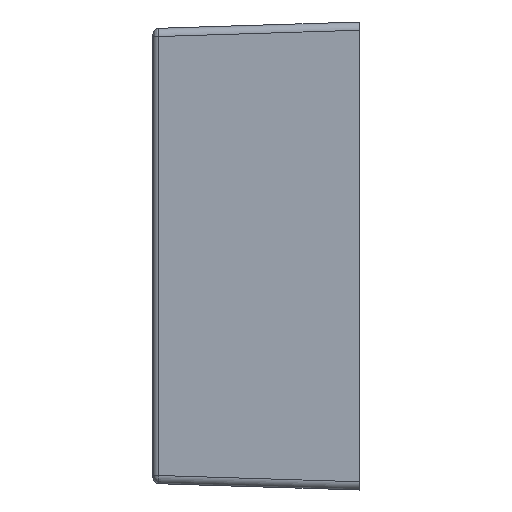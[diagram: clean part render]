
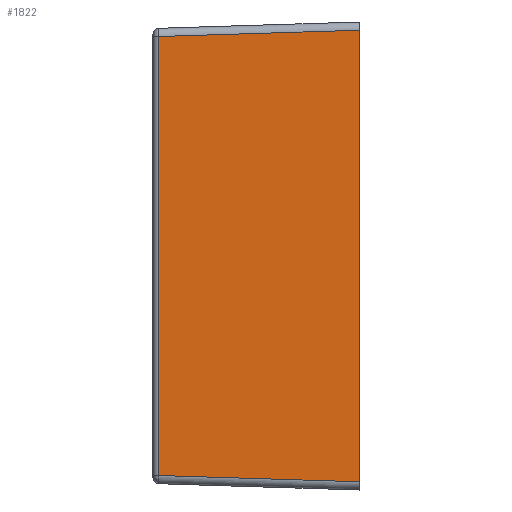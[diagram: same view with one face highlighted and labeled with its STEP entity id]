
A CAD part, left-side view. The second image highlights one B-rep face of the part: STEP entity #1822.
In plain terms, the highlighted planar face has unit normal (-1, 0.031, 0).
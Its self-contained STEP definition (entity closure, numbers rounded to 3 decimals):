
#289 = DIRECTION ( 'NONE',  ( -1., 0.031, 0. ) ) ;
#299 = ORIENTED_EDGE ( 'NONE', *, *, #6599, .F. ) ;
#335 = DIRECTION ( 'NONE',  ( -0.031, -1., 0. ) ) ;
#408 = DIRECTION ( 'NONE',  ( 0.031, 0.999, -0.031 ) ) ;
#647 = VERTEX_POINT ( 'NONE', #3378 ) ;
#698 = ORIENTED_EDGE ( 'NONE', *, *, #1158, .T. ) ;
#795 = LINE ( 'NONE', #6242, #5062 ) ;
#1158 = EDGE_CURVE ( 'NONE', #6581, #647, #4619, .T. ) ;
#1272 = VERTEX_POINT ( 'NONE', #7089 ) ;
#1404 = EDGE_CURVE ( 'NONE', #1272, #5690, #795, .T. ) ;
#1413 = DIRECTION ( 'NONE',  ( 0., 0., -1. ) ) ;
#1585 = LINE ( 'NONE', #7301, #6829 ) ;
#1822 = ADVANCED_FACE ( 'NONE', ( #2525 ), #7278, .T. ) ;
#2090 = CARTESIAN_POINT ( 'NONE',  ( -203.943, -100., 109.585 ) ) ;
#2285 = AXIS2_PLACEMENT_3D ( 'NONE', #6069, #289, #335 ) ;
#2392 = EDGE_CURVE ( 'NONE', #647, #1272, #3411, .T. ) ;
#2525 = FACE_OUTER_BOUND ( 'NONE', #2993, .T. ) ;
#2985 = ORIENTED_EDGE ( 'NONE', *, *, #1404, .T. ) ;
#2993 = EDGE_LOOP ( 'NONE', ( #299, #698, #7554, #2985 ) ) ;
#3066 = VECTOR ( 'NONE', #1413, 1000. ) ;
#3378 = CARTESIAN_POINT ( 'NONE',  ( -200.891, -2.906, 106.533 ) ) ;
#3411 = LINE ( 'NONE', #4877, #3066 ) ;
#3830 = DIRECTION ( 'NONE',  ( 0., 0., -1. ) ) ;
#3884 = DIRECTION ( 'NONE',  ( -0.031, -0.999, -0.031 ) ) ;
#4422 = VECTOR ( 'NONE', #408, 1000. ) ;
#4619 = LINE ( 'NONE', #6304, #4422 ) ;
#4877 = CARTESIAN_POINT ( 'NONE',  ( -200.891, -2.906, -106.442 ) ) ;
#5062 = VECTOR ( 'NONE', #3884, 1000. ) ;
#5677 = CARTESIAN_POINT ( 'NONE',  ( -203.943, -100., -109.585 ) ) ;
#5690 = VERTEX_POINT ( 'NONE', #5677 ) ;
#6069 = CARTESIAN_POINT ( 'NONE',  ( -200.8, 0., 110.44 ) ) ;
#6242 = CARTESIAN_POINT ( 'NONE',  ( -200.586, 6.802, -106.228 ) ) ;
#6304 = CARTESIAN_POINT ( 'NONE',  ( -200.804, -0.125, 106.446 ) ) ;
#6581 = VERTEX_POINT ( 'NONE', #2090 ) ;
#6599 = EDGE_CURVE ( 'NONE', #6581, #5690, #1585, .T. ) ;
#6829 = VECTOR ( 'NONE', #3830, 1000. ) ;
#7089 = CARTESIAN_POINT ( 'NONE',  ( -200.891, -2.906, -106.533 ) ) ;
#7278 = PLANE ( 'NONE',  #2285 ) ;
#7301 = CARTESIAN_POINT ( 'NONE',  ( -203.943, -100., 110.44 ) ) ;
#7554 = ORIENTED_EDGE ( 'NONE', *, *, #2392, .T. ) ;
